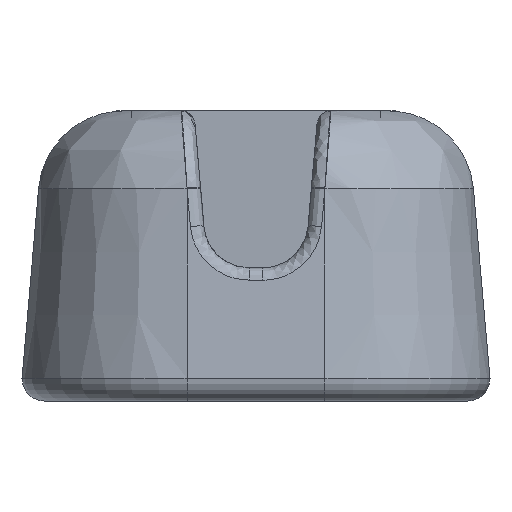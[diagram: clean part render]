
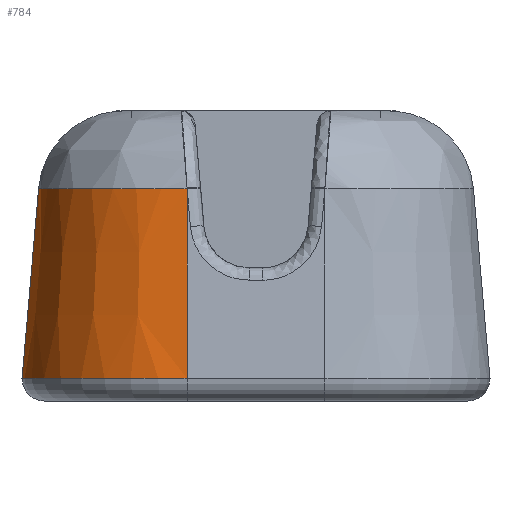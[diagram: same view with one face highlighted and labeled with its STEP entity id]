
A CAD part, front view. The second image highlights one B-rep face of the part: STEP entity #784.
In plain terms, the highlighted conical face has half-angle 5 degrees and reference radius 4.623 mm.
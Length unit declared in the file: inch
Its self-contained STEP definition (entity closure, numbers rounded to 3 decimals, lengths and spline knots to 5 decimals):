
#121=CONICAL_SURFACE('',#5502,0.182,5.);
#347=CIRCLE('',#5482,0.1637);
#352=CIRCLE('',#5497,0.182);
#784=ADVANCED_FACE('',(#1185),#121,.T.);
#1185=FACE_OUTER_BOUND('',#1457,.T.);
#1457=EDGE_LOOP('',(#3061,#3062,#3063,#3064));
#3061=ORIENTED_EDGE('',*,*,#4351,.F.);
#3062=ORIENTED_EDGE('',*,*,#4327,.T.);
#3063=ORIENTED_EDGE('',*,*,#4326,.F.);
#3064=ORIENTED_EDGE('',*,*,#4348,.F.);
#3543=VERTEX_POINT('',#10297);
#3597=VERTEX_POINT('',#10885);
#3599=VERTEX_POINT('',#10895);
#3609=VERTEX_POINT('',#11122);
#4326=EDGE_CURVE('',#3597,#3543,#4679,.T.);
#4327=EDGE_CURVE('',#3599,#3543,#347,.T.);
#4348=EDGE_CURVE('',#3609,#3597,#352,.T.);
#4351=EDGE_CURVE('',#3599,#3609,#4688,.T.);
#4679=LINE('',#10892,#5014);
#4688=LINE('',#11129,#5023);
#5014=VECTOR('',#6712,1.);
#5023=VECTOR('',#6763,1.);
#5482=AXIS2_PLACEMENT_3D('',#10894,#6715,#6716);
#5497=AXIS2_PLACEMENT_3D('',#11123,#6753,#6754);
#5502=AXIS2_PLACEMENT_3D('',#11130,#6764,#6765);
#6712=DIRECTION('',(0.087,0.,0.996));
#6715=DIRECTION('',(0.,0.,-1.));
#6716=DIRECTION('',(1.,0.,0.));
#6753=DIRECTION('',(0.,0.,-1.));
#6754=DIRECTION('',(-1.,0.,0.));
#6763=DIRECTION('',(0.,-0.087,-0.996));
#6764=DIRECTION('',(0.,0.,-1.));
#6765=DIRECTION('',(-1.,0.,0.));
#10297=CARTESIAN_POINT('',(-0.2397,0.182,0.20919));
#10885=CARTESIAN_POINT('',(-0.258,0.182,0.));
#10892=CARTESIAN_POINT('',(-0.258,0.182,0.));
#10894=CARTESIAN_POINT('',(-0.076,0.182,0.20919));
#10895=CARTESIAN_POINT('',(-0.076,0.0183,0.20919));
#11122=CARTESIAN_POINT('',(-0.076,0.,0.));
#11123=CARTESIAN_POINT('',(-0.076,0.182,0.));
#11129=CARTESIAN_POINT('',(-0.076,0.,0.));
#11130=CARTESIAN_POINT('',(-0.076,0.182,0.));
